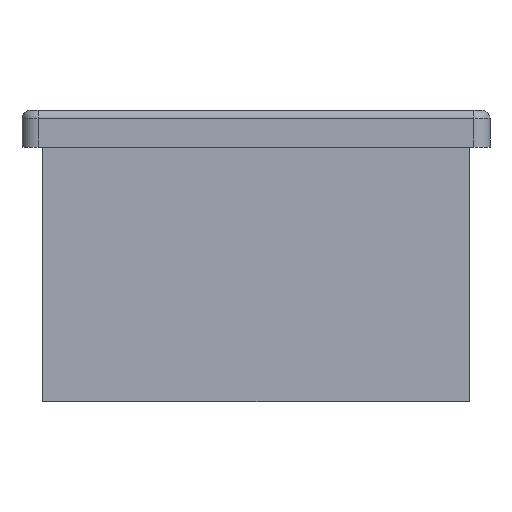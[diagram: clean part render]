
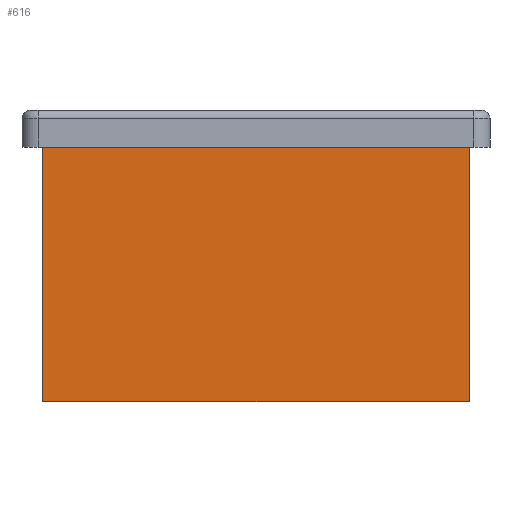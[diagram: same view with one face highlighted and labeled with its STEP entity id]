
A CAD part, left-side view. The second image highlights one B-rep face of the part: STEP entity #616.
In plain terms, the highlighted planar face has unit normal (-1, 0, 0).
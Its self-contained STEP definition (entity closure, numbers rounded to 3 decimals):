
#82=FACE_OUTER_BOUND('',#121,.T.);
#121=EDGE_LOOP('',(#535,#536,#537,#538));
#174=LINE('',#1031,#238);
#186=LINE('',#1055,#250);
#187=LINE('',#1058,#251);
#188=LINE('',#1059,#252);
#238=VECTOR('',#817,10.);
#250=VECTOR('',#845,10.);
#251=VECTOR('',#848,10.);
#252=VECTOR('',#849,10.);
#300=VERTEX_POINT('',#1028);
#301=VERTEX_POINT('',#1030);
#305=VERTEX_POINT('',#1053);
#306=VERTEX_POINT('',#1057);
#374=EDGE_CURVE('',#300,#301,#174,.T.);
#386=EDGE_CURVE('',#300,#305,#186,.T.);
#387=EDGE_CURVE('',#306,#305,#187,.T.);
#388=EDGE_CURVE('',#301,#306,#188,.T.);
#535=ORIENTED_EDGE('',*,*,#374,.F.);
#536=ORIENTED_EDGE('',*,*,#386,.T.);
#537=ORIENTED_EDGE('',*,*,#387,.F.);
#538=ORIENTED_EDGE('',*,*,#388,.F.);
#579=PLANE('',#683);
#616=ADVANCED_FACE('',(#82),#579,.T.);
#683=AXIS2_PLACEMENT_3D('',#1056,#846,#847);
#817=DIRECTION('',(0.,-1.,0.));
#845=DIRECTION('',(0.,0.,-1.));
#846=DIRECTION('center_axis',(-1.,0.,0.));
#847=DIRECTION('ref_axis',(0.,1.,0.));
#848=DIRECTION('',(0.,1.,0.));
#849=DIRECTION('',(0.,0.,-1.));
#1028=CARTESIAN_POINT('',(-22.5,13.,0.));
#1030=CARTESIAN_POINT('',(-22.5,-13.,0.));
#1031=CARTESIAN_POINT('',(-22.5,-6.5,0.));
#1053=CARTESIAN_POINT('',(-22.5,13.,-15.5));
#1055=CARTESIAN_POINT('',(-22.5,13.,0.));
#1056=CARTESIAN_POINT('Origin',(-22.5,-13.,0.));
#1057=CARTESIAN_POINT('',(-22.5,-13.,-15.5));
#1058=CARTESIAN_POINT('',(-22.5,13.,-15.5));
#1059=CARTESIAN_POINT('',(-22.5,-13.,0.));
